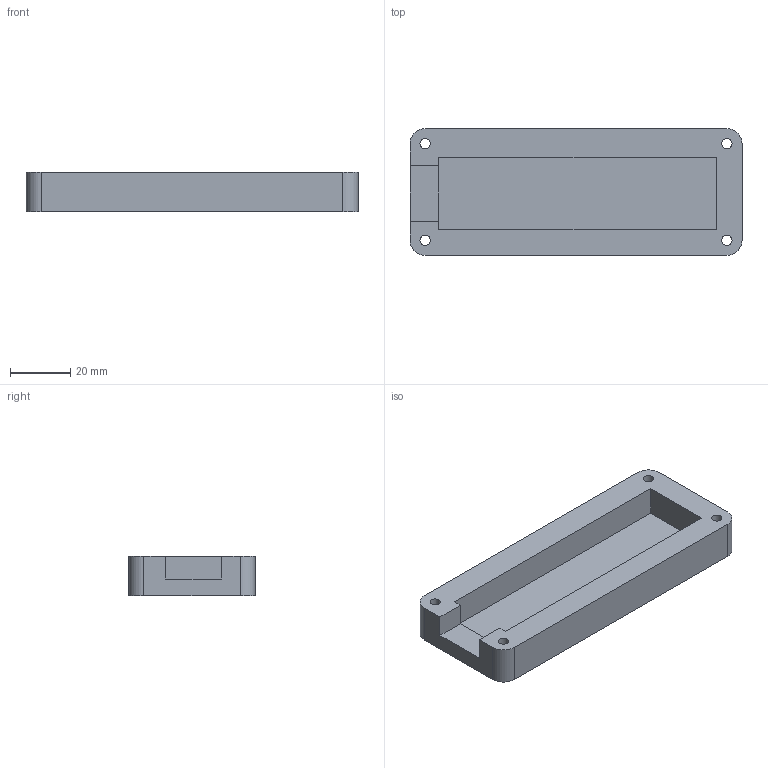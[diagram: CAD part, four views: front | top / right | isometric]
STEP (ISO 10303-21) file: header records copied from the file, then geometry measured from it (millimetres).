
FILE_DESCRIPTION(/* description */ (''),/* implementation_level */ '2;1');
FILE_NAME(/* name */ 'Bottom.step',/* time_stamp */ '2025-06-08T20:20:34-07:00',/* author */ (''),/* organization */ (''),/* preprocessor_version */ 'ST-DEVELOPER v20.1',/* originating_system */ 'Autodesk Translation Framework v14.10.0.0',/* authorisation */ '');
FILE_SCHEMA (('AUTOMOTIVE_DESIGN { 1 0 10303 214 3 1 1 }'));
Length unit declared in the file: millimetre
Products named in the file (1): Copypasta
Bounding box: 110 x 42 x 13 mm (x, y, z)
Volume: 35669.9 mm3; surface area: 15832.6 mm2
Topology: 1 solids, 1 shells, 418 faces, 1161 edges, 774 vertices
Faces by surface type: bspline 268, plane 138, cylinder 12
Full cylindrical faces by diameter (mm): 3.4 x4, 6 x4
Entity records: 15838 total; most frequent: CARTESIAN_POINT 6910, ORIENTED_EDGE 2322, EDGE_CURVE 1161, DIRECTION 951, VERTEX_POINT 774, LINE 601, VECTOR 601, B_SPLINE_CURVE_WITH_KNOTS 536
